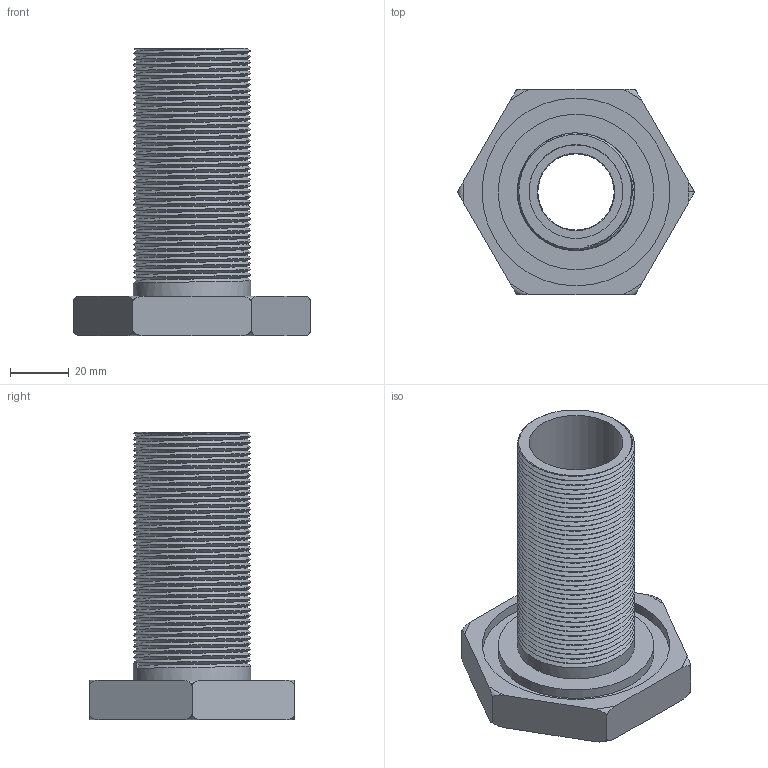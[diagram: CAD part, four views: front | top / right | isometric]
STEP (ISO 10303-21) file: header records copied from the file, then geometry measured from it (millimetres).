
FILE_DESCRIPTION(('HOOPS Exchange Step'),'2;1');
FILE_NAME('temp_export','2023-02-08T09:10:55+01:00',('andre'),('Shapr3D Limited'),'HOOPS Exchange 2022.2','Shapr3D','Authorized');
FILE_SCHEMA( ('AUTOMOTIVE_DESIGN { 1 0 10303 214 1 1 1 1 }') );
Length unit declared in the file: millimetre
Products named in the file (1): root
Bounding box: 80.82 x 69.99 x 98 mm (x, y, z)
Volume: 83126.1 mm3; surface area: 36064.7 mm2
Topology: 1 solids, 1 shells, 79 faces, 223 edges, 150 vertices
Faces by surface type: cylinder 46, torus 14, plane 13, cone 4, bspline 2
Full cylindrical faces by diameter (mm): 26 x1, 32 x1, 40 x41, 53 x1, 64 x1
Entity records: 78035 total; most frequent: CARTESIAN_POINT 76235, ORIENTED_EDGE 446, DIRECTION 303, EDGE_CURVE 223, VERTEX_POINT 150, AXIS2_PLACEMENT_3D 116, EDGE_LOOP 85, FACE_BOUND 85
